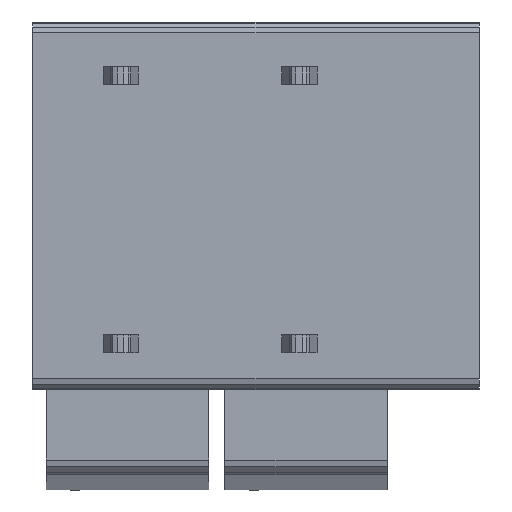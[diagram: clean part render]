
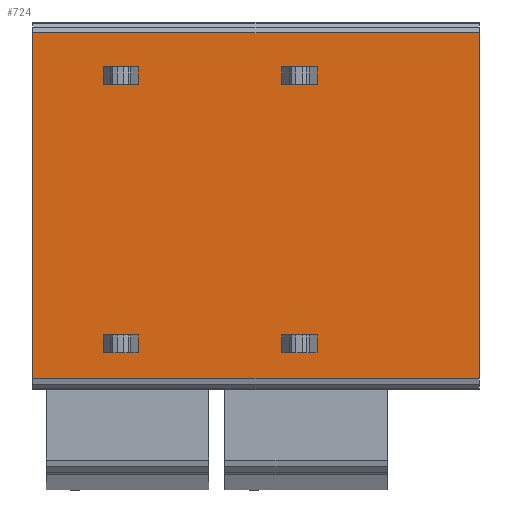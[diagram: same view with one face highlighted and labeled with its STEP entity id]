
A CAD part, front view. The second image highlights one B-rep face of the part: STEP entity #724.
In plain terms, the highlighted planar face has unit normal (0, -1, 0).
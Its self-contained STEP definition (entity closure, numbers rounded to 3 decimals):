
#640=EDGE_CURVE('',#1004,#1662,#1889,.T.);
#666=EDGE_CURVE('',#1630,#1808,#1918,.T.);
#716=EDGE_CURVE('',#1690,#806,#1970,.T.);
#724=ADVANCED_FACE('',(#1978,#1979,#1980,#1981,#1982),#1983,.T.);
#806=VERTEX_POINT('',#2079);
#808=EDGE_CURVE('',#1356,#1386,#2081,.T.);
#884=VERTEX_POINT('',#2164);
#886=VERTEX_POINT('',#2166);
#950=VERTEX_POINT('',#2239);
#1004=VERTEX_POINT('',#2302);
#1060=VERTEX_POINT('',#2361);
#1080=VERTEX_POINT('',#2381);
#1158=EDGE_CURVE('',#1060,#1808,#2467,.T.);
#1160=EDGE_CURVE('',#1252,#1300,#2469,.T.);
#1242=EDGE_CURVE('',#1602,#886,#2563,.T.);
#1252=VERTEX_POINT('',#2573);
#1300=VERTEX_POINT('',#2624);
#1356=VERTEX_POINT('',#2683);
#1386=VERTEX_POINT('',#2714);
#1404=EDGE_CURVE('',#1300,#1080,#2735,.T.);
#1430=EDGE_CURVE('',#886,#1356,#2762,.T.);
#1454=EDGE_CURVE('',#884,#1690,#2788,.T.);
#1482=EDGE_CURVE('',#1622,#1756,#2816,.T.);
#1512=EDGE_CURVE('',#1756,#1004,#2851,.T.);
#1536=VERTEX_POINT('',#2877);
#1576=EDGE_CURVE('',#1662,#1622,#2920,.T.);
#1602=VERTEX_POINT('',#2950);
#1612=EDGE_CURVE('',#1080,#1836,#2960,.T.);
#1622=VERTEX_POINT('',#2973);
#1630=VERTEX_POINT('',#2981);
#1632=EDGE_CURVE('',#1630,#1536,#2983,.T.);
#1662=VERTEX_POINT('',#3016);
#1690=VERTEX_POINT('',#3045);
#1756=VERTEX_POINT('',#3116);
#1776=EDGE_CURVE('',#950,#884,#3139,.T.);
#1800=EDGE_CURVE('',#1386,#1602,#3165,.T.);
#1808=VERTEX_POINT('',#3173);
#1830=EDGE_CURVE('',#1836,#1252,#3196,.T.);
#1836=VERTEX_POINT('',#3203);
#1856=EDGE_CURVE('',#806,#950,#3224,.T.);
#1868=EDGE_CURVE('',#1536,#1060,#3236,.T.);
#1889=LINE('',#3248,#3249);
#1918=LINE('',#3289,#3290);
#1970=LINE('',#3371,#3372);
#1978=FACE_BOUND('',#3384,.T.);
#1979=FACE_BOUND('',#3385,.T.);
#1980=FACE_BOUND('',#3386,.T.);
#1981=FACE_BOUND('',#3387,.T.);
#1982=FACE_OUTER_BOUND('',#3388,.T.);
#1983=PLANE('',#3389);
#2079=CARTESIAN_POINT('',(8.084,0.0,1.05));
#2081=LINE('',#3515,#3516);
#2164=CARTESIAN_POINT('',(7.088,0.0,1.55));
#2166=CARTESIAN_POINT('',(2.008,0.0,8.67));
#2239=CARTESIAN_POINT('',(7.088,0.0,1.05));
#2302=CARTESIAN_POINT('',(3.004,0.0,1.05));
#2361=CARTESIAN_POINT('',(12.7,0.0,0.3));
#2381=CARTESIAN_POINT('',(8.084,0.0,9.17));
#2467=LINE('',#4065,#4066);
#2469=LINE('',#4069,#4070);
#2563=LINE('',#4186,#4187);
#2573=CARTESIAN_POINT('',(7.088,0.0,8.67));
#2624=CARTESIAN_POINT('',(7.088,0.0,9.17));
#2683=CARTESIAN_POINT('',(2.008,0.0,9.17));
#2714=CARTESIAN_POINT('',(3.004,0.0,9.17));
#2735=LINE('',#4465,#4466);
#2762=LINE('',#4510,#4511);
#2788=LINE('',#4549,#4550);
#2816=LINE('',#4589,#4590);
#2851=LINE('',#4636,#4637);
#2877=CARTESIAN_POINT('',(0.,0.0,0.3));
#2920=LINE('',#4731,#4732);
#2950=CARTESIAN_POINT('',(3.004,0.0,8.67));
#2960=LINE('',#4787,#4788);
#2973=CARTESIAN_POINT('',(2.008,0.0,1.55));
#2981=CARTESIAN_POINT('',(0.,0.0,10.143));
#2983=LINE('',#4818,#4819);
#3016=CARTESIAN_POINT('',(2.008,0.0,1.05));
#3045=CARTESIAN_POINT('',(8.084,0.0,1.55));
#3116=CARTESIAN_POINT('',(3.004,0.0,1.55));
#3139=LINE('',#5041,#5042);
#3165=LINE('',#5086,#5087);
#3173=CARTESIAN_POINT('',(12.7,0.0,10.143));
#3196=LINE('',#5131,#5132);
#3203=CARTESIAN_POINT('',(8.084,0.0,8.67));
#3224=LINE('',#5169,#5170);
#3236=LINE('',#5191,#5192);
#3248=CARTESIAN_POINT('',(1.253,0.0,1.05));
#3249=VECTOR('',#5196,1.0);
#3289=CARTESIAN_POINT('',(0.,0.0,10.143));
#3290=VECTOR('',#5226,1.0);
#3371=CARTESIAN_POINT('',(8.084,0.0,0.675));
#3372=VECTOR('',#5257,1.0);
#3384=EDGE_LOOP('',(#5261,#5262,#5263,#5264));
#3385=EDGE_LOOP('',(#5265,#5266,#5267,#5268));
#3386=EDGE_LOOP('',(#5269,#5270,#5271,#5272));
#3387=EDGE_LOOP('',(#5273,#5274,#5275,#5276));
#3388=EDGE_LOOP('',(#5277,#5278,#5279,#5280));
#3389=AXIS2_PLACEMENT_3D('',#5281,#5282,#5283);
#3515=CARTESIAN_POINT('',(1.253,0.0,9.17));
#3516=VECTOR('',#5439,1.0);
#4065=CARTESIAN_POINT('',(12.7,0.0,10.143));
#4066=VECTOR('',#5867,1.0);
#4069=CARTESIAN_POINT('',(7.088,0.0,4.485));
#4070=VECTOR('',#5868,1.0);
#4186=CARTESIAN_POINT('',(1.253,0.0,8.67));
#4187=VECTOR('',#5984,1.0);
#4465=CARTESIAN_POINT('',(3.793,0.0,9.17));
#4466=VECTOR('',#6125,1.0);
#4510=CARTESIAN_POINT('',(2.008,0.0,4.485));
#4511=VECTOR('',#6146,1.0);
#4549=CARTESIAN_POINT('',(3.793,0.0,1.55));
#4550=VECTOR('',#6171,1.0);
#4589=CARTESIAN_POINT('',(1.253,0.0,1.55));
#4590=VECTOR('',#6177,1.0);
#4636=CARTESIAN_POINT('',(3.004,0.0,0.675));
#4637=VECTOR('',#6215,1.0);
#4731=CARTESIAN_POINT('',(2.008,0.0,0.675));
#4732=VECTOR('',#6268,1.0);
#4787=CARTESIAN_POINT('',(8.084,0.0,4.485));
#4788=VECTOR('',#6324,1.0);
#4818=CARTESIAN_POINT('',(0.,0.0,10.143));
#4819=VECTOR('',#6340,1.0);
#5041=CARTESIAN_POINT('',(7.088,0.0,0.675));
#5042=VECTOR('',#6489,1.0);
#5086=CARTESIAN_POINT('',(3.004,0.0,4.485));
#5087=VECTOR('',#6517,1.0);
#5131=CARTESIAN_POINT('',(3.793,0.0,8.67));
#5132=VECTOR('',#6532,1.0);
#5169=CARTESIAN_POINT('',(3.793,0.0,1.05));
#5170=VECTOR('',#6559,1.0);
#5191=CARTESIAN_POINT('',(0.,0.0,0.3));
#5192=VECTOR('',#6564,1.0);
#5196=DIRECTION('',(-1.0,0.0,0.0));
#5226=DIRECTION('',(1.0,0.0,0.));
#5257=DIRECTION('',(0.0,0.0,-1.0));
#5261=ORIENTED_EDGE('',*,*,#1612,.T.);
#5262=ORIENTED_EDGE('',*,*,#1830,.T.);
#5263=ORIENTED_EDGE('',*,*,#1160,.T.);
#5264=ORIENTED_EDGE('',*,*,#1404,.T.);
#5265=ORIENTED_EDGE('',*,*,#716,.T.);
#5266=ORIENTED_EDGE('',*,*,#1856,.T.);
#5267=ORIENTED_EDGE('',*,*,#1776,.T.);
#5268=ORIENTED_EDGE('',*,*,#1454,.T.);
#5269=ORIENTED_EDGE('',*,*,#1800,.T.);
#5270=ORIENTED_EDGE('',*,*,#1242,.T.);
#5271=ORIENTED_EDGE('',*,*,#1430,.T.);
#5272=ORIENTED_EDGE('',*,*,#808,.T.);
#5273=ORIENTED_EDGE('',*,*,#1512,.T.);
#5274=ORIENTED_EDGE('',*,*,#640,.T.);
#5275=ORIENTED_EDGE('',*,*,#1576,.T.);
#5276=ORIENTED_EDGE('',*,*,#1482,.T.);
#5277=ORIENTED_EDGE('',*,*,#1158,.T.);
#5278=ORIENTED_EDGE('',*,*,#666,.F.);
#5279=ORIENTED_EDGE('',*,*,#1632,.T.);
#5280=ORIENTED_EDGE('',*,*,#1868,.T.);
#5281=CARTESIAN_POINT('',(0.,0.0,0.3));
#5282=DIRECTION('',(0.0,-1.0,0.0));
#5283=DIRECTION('',(0.,0.0,-1.0));
#5439=DIRECTION('',(1.0,0.0,0.0));
#5867=DIRECTION('',(0.,0.0,1.0));
#5868=DIRECTION('',(0.0,0.0,1.0));
#5984=DIRECTION('',(-1.0,0.0,0.0));
#6125=DIRECTION('',(1.0,0.0,0.0));
#6146=DIRECTION('',(0.0,0.0,1.0));
#6171=DIRECTION('',(1.0,0.0,0.0));
#6177=DIRECTION('',(1.0,0.0,0.0));
#6215=DIRECTION('',(0.0,0.0,-1.0));
#6268=DIRECTION('',(0.0,0.0,1.0));
#6324=DIRECTION('',(0.0,0.0,-1.0));
#6340=DIRECTION('',(0.,0.0,-1.0));
#6489=DIRECTION('',(0.0,0.0,1.0));
#6517=DIRECTION('',(0.0,0.0,-1.0));
#6532=DIRECTION('',(-1.0,0.0,0.0));
#6559=DIRECTION('',(-1.0,0.0,0.0));
#6564=DIRECTION('',(1.0,0.0,0.));
